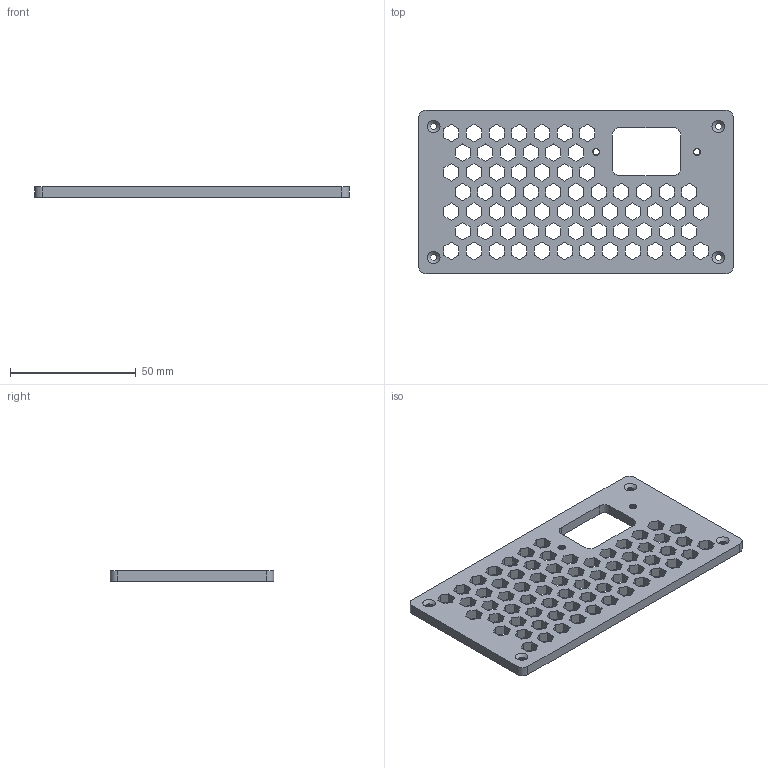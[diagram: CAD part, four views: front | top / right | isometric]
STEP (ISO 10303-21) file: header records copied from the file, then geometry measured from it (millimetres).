
FILE_DESCRIPTION(/* description */ (''),/* implementation_level */ '2;1');
FILE_NAME(/* name */ 'SFX HDPLEX Plate.step',/* time_stamp */ '2025-09-22T16:59:26-04:00',/* author */ (''),/* organization */ (''),/* preprocessor_version */ 'ST-DEVELOPER v20.1',/* originating_system */ 'Autodesk Translation Framework v14.17.0.0',/* authorisation */ '');
FILE_SCHEMA (('AUTOMOTIVE_DESIGN { 1 0 10303 214 3 1 1 }'));
Length unit declared in the file: millimetre
Products named in the file (1): 2025-09-21-12-47-08-713
Bounding box: 125 x 65 x 4 mm (x, y, z)
Volume: 22009 mm3; surface area: 18660.3 mm2
Topology: 1 solids, 1 shells, 522 faces, 1552 edges, 1032 vertices
Faces by surface type: plane 410, cylinder 96, bspline 12, cone 4
Full cylindrical faces by diameter (mm): 2.529 x16, 3.086 x8
Entity records: 23529 total; most frequent: CARTESIAN_POINT 9583, ORIENTED_EDGE 3104, DIRECTION 2426, EDGE_CURVE 1552, LINE 1300, VECTOR 1300, VERTEX_POINT 1032, EDGE_LOOP 668
